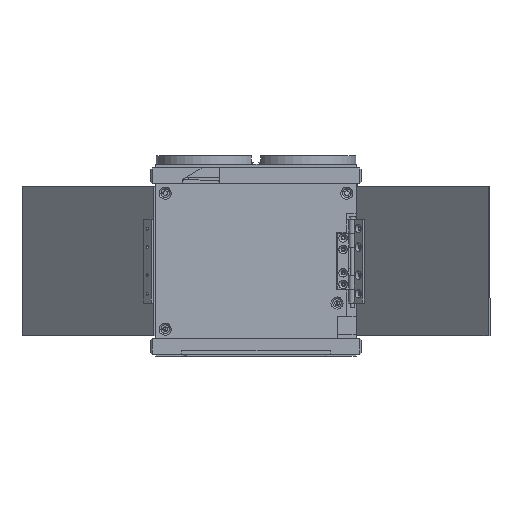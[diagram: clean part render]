
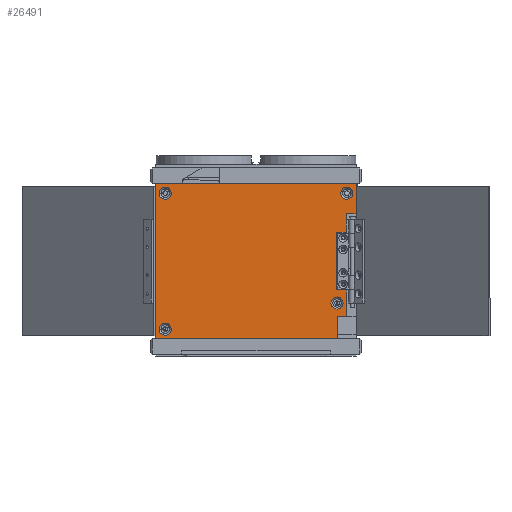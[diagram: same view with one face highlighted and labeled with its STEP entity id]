
A CAD part, left-side view. The second image highlights one B-rep face of the part: STEP entity #26491.
In plain terms, the highlighted face is planar.
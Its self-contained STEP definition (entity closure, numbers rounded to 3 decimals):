
#2597=LINE('',#52015,#5137);
#2599=LINE('',#52020,#5139);
#2602=LINE('',#52026,#5142);
#2605=LINE('',#52032,#5145);
#2615=LINE('',#52067,#5155);
#2616=LINE('',#52070,#5156);
#2617=LINE('',#52072,#5157);
#2618=LINE('',#52074,#5158);
#2619=LINE('',#52076,#5159);
#2620=LINE('',#52078,#5160);
#2621=LINE('',#52080,#5161);
#2622=LINE('',#52081,#5162);
#5137=VECTOR('',#43929,1000.);
#5139=VECTOR('',#43933,1000.);
#5142=VECTOR('',#43938,1000.);
#5145=VECTOR('',#43943,1000.);
#5155=VECTOR('',#43973,1000.);
#5156=VECTOR('',#43974,1000.);
#5157=VECTOR('',#43975,1000.);
#5158=VECTOR('',#43976,1000.);
#5159=VECTOR('',#43977,1000.);
#5160=VECTOR('',#43978,1000.);
#5161=VECTOR('',#43979,1000.);
#5162=VECTOR('',#43980,1000.);
#6803=PLANE('',#36659);
#13804=ORIENTED_EDGE('',*,*,#17446,.T.);
#13805=ORIENTED_EDGE('',*,*,#17447,.T.);
#13806=ORIENTED_EDGE('',*,*,#17448,.T.);
#13807=ORIENTED_EDGE('',*,*,#17449,.T.);
#13808=ORIENTED_EDGE('',*,*,#17450,.T.);
#13809=ORIENTED_EDGE('',*,*,#17451,.T.);
#13810=ORIENTED_EDGE('',*,*,#17452,.T.);
#13811=ORIENTED_EDGE('',*,*,#17453,.T.);
#13812=ORIENTED_EDGE('',*,*,#17454,.T.);
#13813=ORIENTED_EDGE('',*,*,#17455,.T.);
#13814=ORIENTED_EDGE('',*,*,#17456,.T.);
#13815=ORIENTED_EDGE('',*,*,#17424,.T.);
#13816=ORIENTED_EDGE('',*,*,#17429,.T.);
#13817=ORIENTED_EDGE('',*,*,#17432,.T.);
#13818=ORIENTED_EDGE('',*,*,#17426,.T.);
#13819=ORIENTED_EDGE('',*,*,#17457,.T.);
#17424=EDGE_CURVE('',#19921,#19923,#2597,.T.);
#17426=EDGE_CURVE('',#19926,#19925,#2599,.T.);
#17429=EDGE_CURVE('',#19923,#19928,#2602,.T.);
#17432=EDGE_CURVE('',#19928,#19926,#2605,.T.);
#17446=EDGE_CURVE('',#19941,#19941,#20901,.T.);
#17447=EDGE_CURVE('',#19942,#19942,#20902,.T.);
#17448=EDGE_CURVE('',#19943,#19943,#20903,.T.);
#17449=EDGE_CURVE('',#19944,#19944,#20904,.T.);
#17450=EDGE_CURVE('',#19945,#19946,#2615,.T.);
#17451=EDGE_CURVE('',#19946,#19947,#2616,.T.);
#17452=EDGE_CURVE('',#19947,#19948,#2617,.T.);
#17453=EDGE_CURVE('',#19948,#19949,#2618,.T.);
#17454=EDGE_CURVE('',#19949,#19950,#2619,.T.);
#17455=EDGE_CURVE('',#19950,#19951,#2620,.T.);
#17456=EDGE_CURVE('',#19951,#19921,#2621,.T.);
#17457=EDGE_CURVE('',#19925,#19945,#2622,.T.);
#19921=VERTEX_POINT('',#52010);
#19923=VERTEX_POINT('',#52014);
#19925=VERTEX_POINT('',#52019);
#19926=VERTEX_POINT('',#52021);
#19928=VERTEX_POINT('',#52027);
#19941=VERTEX_POINT('',#52060);
#19942=VERTEX_POINT('',#52062);
#19943=VERTEX_POINT('',#52064);
#19944=VERTEX_POINT('',#52066);
#19945=VERTEX_POINT('',#52068);
#19946=VERTEX_POINT('',#52069);
#19947=VERTEX_POINT('',#52071);
#19948=VERTEX_POINT('',#52073);
#19949=VERTEX_POINT('',#52075);
#19950=VERTEX_POINT('',#52077);
#19951=VERTEX_POINT('',#52079);
#20901=CIRCLE('',#36660,3.25);
#20902=CIRCLE('',#36661,3.25);
#20903=CIRCLE('',#36662,3.25);
#20904=CIRCLE('',#36663,3.25);
#22932=EDGE_LOOP('',(#13804));
#22933=EDGE_LOOP('',(#13805));
#22934=EDGE_LOOP('',(#13806));
#22935=EDGE_LOOP('',(#13807));
#22936=EDGE_LOOP('',(#13808,#13809,#13810,#13811,#13812,#13813,#13814,#13815,
#13816,#13817,#13818,#13819));
#25002=FACE_BOUND('',#22932,.T.);
#25003=FACE_BOUND('',#22933,.T.);
#25004=FACE_BOUND('',#22934,.T.);
#25005=FACE_BOUND('',#22935,.T.);
#25006=FACE_BOUND('',#22936,.T.);
#26491=ADVANCED_FACE('',(#25002,#25003,#25004,#25005,#25006),#6803,.T.);
#36659=AXIS2_PLACEMENT_3D('',#52058,#43963,#43964);
#36660=AXIS2_PLACEMENT_3D('',#52059,#43965,#43966);
#36661=AXIS2_PLACEMENT_3D('',#52061,#43967,#43968);
#36662=AXIS2_PLACEMENT_3D('',#52063,#43969,#43970);
#36663=AXIS2_PLACEMENT_3D('',#52065,#43971,#43972);
#43929=DIRECTION('',(0.,0.,1.));
#43933=DIRECTION('',(1.,0.,0.));
#43938=DIRECTION('',(-1.,0.,0.));
#43943=DIRECTION('',(0.,0.,-1.));
#43963=DIRECTION('',(0.,-1.,0.));
#43964=DIRECTION('',(0.,0.,-1.));
#43965=DIRECTION('',(0.,1.,0.));
#43966=DIRECTION('',(0.,0.,1.));
#43967=DIRECTION('',(0.,1.,0.));
#43968=DIRECTION('',(0.,0.,1.));
#43969=DIRECTION('',(0.,1.,0.));
#43970=DIRECTION('',(0.,0.,1.));
#43971=DIRECTION('',(0.,1.,0.));
#43972=DIRECTION('',(0.,0.,1.));
#43973=DIRECTION('',(1.,0.,0.));
#43974=DIRECTION('',(0.,0.,1.));
#43975=DIRECTION('',(-1.,0.,0.));
#43976=DIRECTION('',(0.,0.,1.));
#43977=DIRECTION('',(1.,0.,0.));
#43978=DIRECTION('',(0.,0.,1.));
#43979=DIRECTION('',(1.,0.,0.));
#43980=DIRECTION('',(0.,0.,1.));
#52010=CARTESIAN_POINT('',(50.,0.,26.));
#52014=CARTESIAN_POINT('',(50.,0.,42.));
#52015=CARTESIAN_POINT('',(50.,0.,-42.));
#52019=CARTESIAN_POINT('',(40.,0.,-41.));
#52020=CARTESIAN_POINT('',(-50.,0.,-41.));
#52021=CARTESIAN_POINT('',(-57.5,0.,-41.));
#52026=CARTESIAN_POINT('',(50.,0.,42.));
#52027=CARTESIAN_POINT('',(-57.5,0.,42.));
#52032=CARTESIAN_POINT('',(-57.5,0.,42.));
#52058=CARTESIAN_POINT('',(0.,0.,0.));
#52059=CARTESIAN_POINT('',(-52.5,0.,-36.));
#52060=CARTESIAN_POINT('',(-52.5,0.,-32.75));
#52061=CARTESIAN_POINT('',(-52.5,0.,37.));
#52062=CARTESIAN_POINT('',(-52.5,0.,40.25));
#52063=CARTESIAN_POINT('',(45.,0.,37.));
#52064=CARTESIAN_POINT('',(45.,0.,40.25));
#52065=CARTESIAN_POINT('',(39.75,0.,-22.));
#52066=CARTESIAN_POINT('',(39.75,0.,-18.75));
#52067=CARTESIAN_POINT('',(0.,0.,-29.));
#52068=CARTESIAN_POINT('',(40.,0.,-29.));
#52069=CARTESIAN_POINT('',(44.75,0.,-29.));
#52070=CARTESIAN_POINT('',(44.75,0.,0.));
#52071=CARTESIAN_POINT('',(44.75,0.,-15.));
#52072=CARTESIAN_POINT('',(0.,0.,-15.));
#52073=CARTESIAN_POINT('',(39.5,0.,-15.));
#52074=CARTESIAN_POINT('',(39.5,0.,0.));
#52075=CARTESIAN_POINT('',(39.5,0.,16.));
#52076=CARTESIAN_POINT('',(0.,0.,16.));
#52077=CARTESIAN_POINT('',(44.75,0.,16.));
#52078=CARTESIAN_POINT('',(44.75,0.,0.));
#52079=CARTESIAN_POINT('',(44.75,0.,26.));
#52080=CARTESIAN_POINT('',(0.,0.,26.));
#52081=CARTESIAN_POINT('',(40.,0.,0.));
